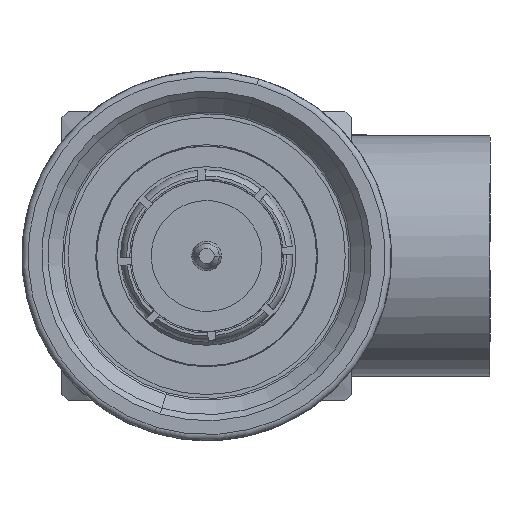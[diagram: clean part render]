
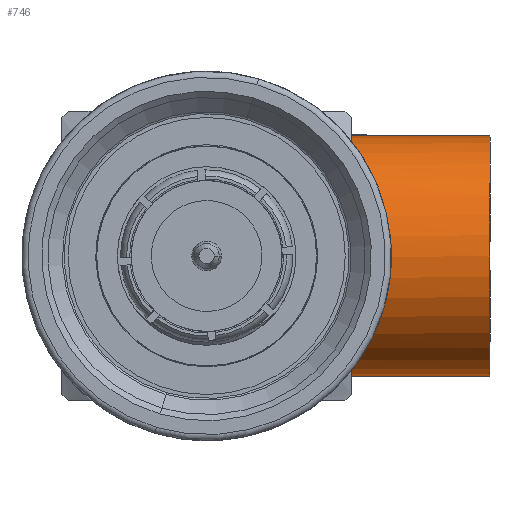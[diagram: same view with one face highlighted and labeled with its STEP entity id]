
A CAD part, left-side view. The second image highlights one B-rep face of the part: STEP entity #746.
In plain terms, the highlighted cylindrical face has radius 3.9 mm (diameter 7.8 mm), a partial arc.
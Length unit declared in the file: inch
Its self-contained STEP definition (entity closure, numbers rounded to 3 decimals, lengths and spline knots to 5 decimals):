
#16 = ORIENTED_EDGE ( 'NONE', *, *, #985, .F. ) ;
#29 = EDGE_CURVE ( 'NONE', #6728, #4331, #5876, .T. ) ;
#142 = DIRECTION ( 'NONE',  ( 0., -1., 0. ) ) ;
#285 = DIRECTION ( 'NONE',  ( 0., -1., 0. ) ) ;
#410 = VECTOR ( 'NONE', #4347, 39.37008 ) ;
#449 = FACE_OUTER_BOUND ( 'NONE', #6342, .T. ) ;
#533 = DIRECTION ( 'NONE',  ( 0., 1., 0. ) ) ;
#746 = ADVANCED_FACE ( 'NONE', ( #449 ), #4343, .T. ) ;
#985 = EDGE_CURVE ( 'NONE', #4331, #5513, #5684, .T. ) ;
#1232 = EDGE_CURVE ( 'NONE', #3691, #2374, #2506, .T. ) ;
#1367 = EDGE_CURVE ( 'NONE', #6728, #3152, #7047, .T. ) ;
#1699 = CARTESIAN_POINT ( 'NONE',  ( 0.70079, -0.3622, 0.15354 ) ) ;
#1842 = CARTESIAN_POINT ( 'NONE',  ( 0.70079, -0.18504, 0. ) ) ;
#1884 = CARTESIAN_POINT ( 'NONE',  ( 0.70079, -0.20472, 0. ) ) ;
#2085 = DIRECTION ( 'NONE',  ( 0., 1., 0. ) ) ;
#2374 = VERTEX_POINT ( 'NONE', #2567 ) ;
#2434 = AXIS2_PLACEMENT_3D ( 'NONE', #1842, #6686, #2911 ) ;
#2459 = CARTESIAN_POINT ( 'NONE',  ( 0.70079, -0.18504, -0.15354 ) ) ;
#2506 = CIRCLE ( 'NONE', #5894, 0.15354 ) ;
#2527 = EDGE_CURVE ( 'NONE', #3691, #5513, #6510, .T. ) ;
#2567 = CARTESIAN_POINT ( 'NONE',  ( 0.70079, -0.3622, -0.15354 ) ) ;
#2662 = CARTESIAN_POINT ( 'NONE',  ( 0.70079, -0.3622, 0. ) ) ;
#2881 = CARTESIAN_POINT ( 'NONE',  ( 0.70079, -0.3622, 0.15354 ) ) ;
#2911 = DIRECTION ( 'NONE',  ( 0., 0., -1. ) ) ;
#3027 = DIRECTION ( 'NONE',  ( -1., 0., 0. ) ) ;
#3152 = VERTEX_POINT ( 'NONE', #2459 ) ;
#3477 = CARTESIAN_POINT ( 'NONE',  ( 0.69711, -0.20472, 0.1535 ) ) ;
#3482 = ORIENTED_EDGE ( 'NONE', *, *, #1232, .F. ) ;
#3491 = ORIENTED_EDGE ( 'NONE', *, *, #29, .F. ) ;
#3601 = CARTESIAN_POINT ( 'NONE',  ( 0.70079, -0.3622, 0. ) ) ;
#3628 = DIRECTION ( 'NONE',  ( 0., 0., -1. ) ) ;
#3691 = VERTEX_POINT ( 'NONE', #2881 ) ;
#3767 = CARTESIAN_POINT ( 'NONE',  ( 0.70079, -0.3622, -0.15354 ) ) ;
#3899 = CARTESIAN_POINT ( 'NONE',  ( 0.69711, -0.18504, 0.1535 ) ) ;
#4068 = EDGE_CURVE ( 'NONE', #2374, #3152, #6399, .T. ) ;
#4316 = ORIENTED_EDGE ( 'NONE', *, *, #1367, .T. ) ;
#4331 = VERTEX_POINT ( 'NONE', #3477 ) ;
#4343 = CYLINDRICAL_SURFACE ( 'NONE', #7123, 0.15354 ) ;
#4347 = DIRECTION ( 'NONE',  ( 0., 1., 0. ) ) ;
#4442 = VECTOR ( 'NONE', #142, 39.37008 ) ;
#4906 = DIRECTION ( 'NONE',  ( 0., 0., 1. ) ) ;
#5090 = VECTOR ( 'NONE', #533, 39.37008 ) ;
#5513 = VERTEX_POINT ( 'NONE', #5927 ) ;
#5684 = CIRCLE ( 'NONE', #6024, 0.15354 ) ;
#5715 = DIRECTION ( 'NONE',  ( 0., 1., 0. ) ) ;
#5876 = LINE ( 'NONE', #6699, #4442 ) ;
#5894 = AXIS2_PLACEMENT_3D ( 'NONE', #3601, #285, #3628 ) ;
#5927 = CARTESIAN_POINT ( 'NONE',  ( 0.70079, -0.20472, 0.15354 ) ) ;
#5974 = ORIENTED_EDGE ( 'NONE', *, *, #4068, .F. ) ;
#6024 = AXIS2_PLACEMENT_3D ( 'NONE', #1884, #5715, #3027 ) ;
#6342 = EDGE_LOOP ( 'NONE', ( #16, #3491, #4316, #5974, #3482, #6536 ) ) ;
#6399 = LINE ( 'NONE', #3767, #410 ) ;
#6510 = LINE ( 'NONE', #1699, #5090 ) ;
#6536 = ORIENTED_EDGE ( 'NONE', *, *, #2527, .T. ) ;
#6686 = DIRECTION ( 'NONE',  ( 0., -1., 0. ) ) ;
#6699 = CARTESIAN_POINT ( 'NONE',  ( 0.69711, -0.27362, 0.1535 ) ) ;
#6728 = VERTEX_POINT ( 'NONE', #3899 ) ;
#7047 = CIRCLE ( 'NONE', #2434, 0.15354 ) ;
#7123 = AXIS2_PLACEMENT_3D ( 'NONE', #2662, #2085, #4906 ) ;
